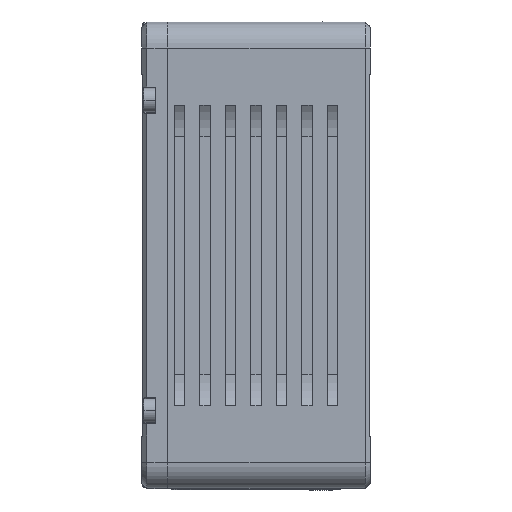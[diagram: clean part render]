
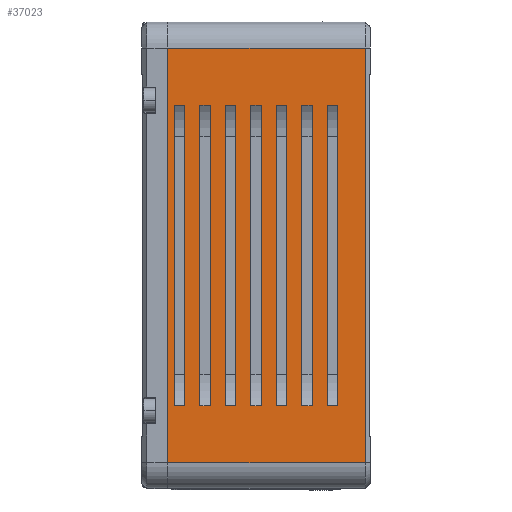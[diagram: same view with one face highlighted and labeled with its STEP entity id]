
A CAD part, front view. The second image highlights one B-rep face of the part: STEP entity #37023.
In plain terms, the highlighted planar face has unit normal (0, -1, 0).
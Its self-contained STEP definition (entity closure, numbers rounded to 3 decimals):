
#2506=DIRECTION('',(0.,0.,-1.));
#2507=VECTOR('',#2506,79.75);
#2508=CARTESIAN_POINT('',(21.,-20.,-5.));
#2509=LINE('',#2508,#2507);
#2803=DIRECTION('',(1.,0.,0.));
#2804=VECTOR('',#2803,37.95);
#2805=CARTESIAN_POINT('',(-16.95,-20.,-5.));
#2806=LINE('',#2805,#2804);
#2822=DIRECTION('',(0.,0.,1.));
#2823=VECTOR('',#2822,79.75);
#2824=CARTESIAN_POINT('',(-16.95,-20.,-84.75));
#2825=LINE('',#2824,#2823);
#2826=DIRECTION('',(0.,0.,-1.));
#2827=VECTOR('',#2826,57.75);
#2828=CARTESIAN_POINT('',(1.,-20.,-16.));
#2829=LINE('',#2828,#2827);
#2830=DIRECTION('',(0.,0.,1.));
#2831=VECTOR('',#2830,57.75);
#2832=CARTESIAN_POINT('',(-1.,-20.,-73.75));
#2833=LINE('',#2832,#2831);
#2834=DIRECTION('',(0.,0.,-1.));
#2835=VECTOR('',#2834,57.75);
#2836=CARTESIAN_POINT('',(-3.9,-20.,-16.));
#2837=LINE('',#2836,#2835);
#2838=DIRECTION('',(0.,0.,1.));
#2839=VECTOR('',#2838,57.75);
#2840=CARTESIAN_POINT('',(-5.9,-20.,-73.75));
#2841=LINE('',#2840,#2839);
#2842=DIRECTION('',(0.,0.,-1.));
#2843=VECTOR('',#2842,57.75);
#2844=CARTESIAN_POINT('',(-8.8,-20.,-16.));
#2845=LINE('',#2844,#2843);
#2846=DIRECTION('',(0.,0.,1.));
#2847=VECTOR('',#2846,57.75);
#2848=CARTESIAN_POINT('',(-10.8,-20.,-73.75));
#2849=LINE('',#2848,#2847);
#2850=DIRECTION('',(0.,0.,-1.));
#2851=VECTOR('',#2850,57.75);
#2852=CARTESIAN_POINT('',(-13.7,-20.,-16.));
#2853=LINE('',#2852,#2851);
#2854=DIRECTION('',(0.,0.,1.));
#2855=VECTOR('',#2854,57.75);
#2856=CARTESIAN_POINT('',(-15.7,-20.,-73.75));
#2857=LINE('',#2856,#2855);
#2858=DIRECTION('',(0.,0.,-1.));
#2859=VECTOR('',#2858,57.75);
#2860=CARTESIAN_POINT('',(5.9,-20.,-16.));
#2861=LINE('',#2860,#2859);
#2862=DIRECTION('',(0.,0.,1.));
#2863=VECTOR('',#2862,57.75);
#2864=CARTESIAN_POINT('',(3.9,-20.,-73.75));
#2865=LINE('',#2864,#2863);
#2866=DIRECTION('',(0.,0.,-1.));
#2867=VECTOR('',#2866,57.75);
#2868=CARTESIAN_POINT('',(10.8,-20.,-16.));
#2869=LINE('',#2868,#2867);
#2870=DIRECTION('',(0.,0.,1.));
#2871=VECTOR('',#2870,57.75);
#2872=CARTESIAN_POINT('',(8.8,-20.,-73.75));
#2873=LINE('',#2872,#2871);
#2874=DIRECTION('',(0.,0.,-1.));
#2875=VECTOR('',#2874,57.75);
#2876=CARTESIAN_POINT('',(15.7,-20.,-16.));
#2877=LINE('',#2876,#2875);
#2878=DIRECTION('',(0.,0.,1.));
#2879=VECTOR('',#2878,57.75);
#2880=CARTESIAN_POINT('',(13.7,-20.,-73.75));
#2881=LINE('',#2880,#2879);
#2882=DIRECTION('',(-1.,0.,0.));
#2883=VECTOR('',#2882,37.95);
#2884=CARTESIAN_POINT('',(21.,-20.,-84.75));
#2885=LINE('',#2884,#2883);
#14095=DIRECTION('',(1.,0.,0.));
#14096=VECTOR('',#14095,2.);
#14097=CARTESIAN_POINT('',(-1.,-20.,-73.75));
#14098=LINE('',#14097,#14096);
#14103=DIRECTION('',(-1.,0.,0.));
#14104=VECTOR('',#14103,2.);
#14105=CARTESIAN_POINT('',(1.,-20.,-16.));
#14106=LINE('',#14105,#14104);
#14139=DIRECTION('',(1.,0.,0.));
#14140=VECTOR('',#14139,2.);
#14141=CARTESIAN_POINT('',(-5.9,-20.,-73.75));
#14142=LINE('',#14141,#14140);
#14147=DIRECTION('',(-1.,0.,0.));
#14148=VECTOR('',#14147,2.);
#14149=CARTESIAN_POINT('',(-3.9,-20.,-16.));
#14150=LINE('',#14149,#14148);
#14183=DIRECTION('',(1.,0.,0.));
#14184=VECTOR('',#14183,2.);
#14185=CARTESIAN_POINT('',(-10.8,-20.,-73.75));
#14186=LINE('',#14185,#14184);
#14191=DIRECTION('',(-1.,0.,0.));
#14192=VECTOR('',#14191,2.);
#14193=CARTESIAN_POINT('',(-8.8,-20.,-16.));
#14194=LINE('',#14193,#14192);
#14227=DIRECTION('',(1.,0.,0.));
#14228=VECTOR('',#14227,2.);
#14229=CARTESIAN_POINT('',(-15.7,-20.,-73.75));
#14230=LINE('',#14229,#14228);
#14235=DIRECTION('',(-1.,0.,0.));
#14236=VECTOR('',#14235,2.);
#14237=CARTESIAN_POINT('',(-13.7,-20.,-16.));
#14238=LINE('',#14237,#14236);
#14271=DIRECTION('',(1.,0.,0.));
#14272=VECTOR('',#14271,2.);
#14273=CARTESIAN_POINT('',(3.9,-20.,-73.75));
#14274=LINE('',#14273,#14272);
#14279=DIRECTION('',(-1.,0.,0.));
#14280=VECTOR('',#14279,2.);
#14281=CARTESIAN_POINT('',(5.9,-20.,-16.));
#14282=LINE('',#14281,#14280);
#14315=DIRECTION('',(1.,0.,0.));
#14316=VECTOR('',#14315,2.);
#14317=CARTESIAN_POINT('',(8.8,-20.,-73.75));
#14318=LINE('',#14317,#14316);
#14323=DIRECTION('',(-1.,0.,0.));
#14324=VECTOR('',#14323,2.);
#14325=CARTESIAN_POINT('',(10.8,-20.,-16.));
#14326=LINE('',#14325,#14324);
#14359=DIRECTION('',(1.,0.,0.));
#14360=VECTOR('',#14359,2.);
#14361=CARTESIAN_POINT('',(13.7,-20.,-73.75));
#14362=LINE('',#14361,#14360);
#14367=DIRECTION('',(-1.,0.,0.));
#14368=VECTOR('',#14367,2.);
#14369=CARTESIAN_POINT('',(15.7,-20.,-16.));
#14370=LINE('',#14369,#14368);
#29368=CARTESIAN_POINT('',(8.8,-20.,-73.75));
#29369=CARTESIAN_POINT('',(10.8,-20.,-73.75));
#29370=VERTEX_POINT('',#29368);
#29371=VERTEX_POINT('',#29369);
#29476=CARTESIAN_POINT('',(-1.,-20.,-73.75));
#29477=CARTESIAN_POINT('',(-1.,-20.,-16.));
#29478=VERTEX_POINT('',#29476);
#29479=VERTEX_POINT('',#29477);
#30747=CARTESIAN_POINT('',(15.7,-20.,-16.));
#30748=CARTESIAN_POINT('',(15.7,-20.,-73.75));
#30749=VERTEX_POINT('',#30747);
#30750=VERTEX_POINT('',#30748);
#30872=CARTESIAN_POINT('',(21.,-20.,-5.));
#30873=VERTEX_POINT('',#30872);
#30961=CARTESIAN_POINT('',(8.8,-20.,-16.));
#30962=VERTEX_POINT('',#30961);
#31017=CARTESIAN_POINT('',(-16.95,-20.,-84.75));
#31019=VERTEX_POINT('',#31017);
#31022=CARTESIAN_POINT('',(13.7,-20.,-16.));
#31023=VERTEX_POINT('',#31022);
#31183=CARTESIAN_POINT('',(3.9,-20.,-73.75));
#31184=CARTESIAN_POINT('',(5.9,-20.,-73.75));
#31185=VERTEX_POINT('',#31183);
#31186=VERTEX_POINT('',#31184);
#31285=CARTESIAN_POINT('',(21.,-20.,-84.75));
#31287=VERTEX_POINT('',#31285);
#31418=CARTESIAN_POINT('',(-5.9,-20.,-73.75));
#31420=VERTEX_POINT('',#31418);
#31453=CARTESIAN_POINT('',(-3.9,-20.,-16.));
#31454=CARTESIAN_POINT('',(-3.9,-20.,-73.75));
#31455=VERTEX_POINT('',#31453);
#31456=VERTEX_POINT('',#31454);
#31487=CARTESIAN_POINT('',(3.9,-20.,-16.));
#31489=VERTEX_POINT('',#31487);
#31627=CARTESIAN_POINT('',(-16.95,-20.,-5.));
#31628=VERTEX_POINT('',#31627);
#31826=CARTESIAN_POINT('',(-8.8,-20.,-16.));
#31827=VERTEX_POINT('',#31826);
#32102=CARTESIAN_POINT('',(-10.8,-20.,-73.75));
#32103=VERTEX_POINT('',#32102);
#32601=CARTESIAN_POINT('',(10.8,-20.,-16.));
#32602=VERTEX_POINT('',#32601);
#32650=CARTESIAN_POINT('',(-5.9,-20.,-16.));
#32652=VERTEX_POINT('',#32650);
#33133=CARTESIAN_POINT('',(13.7,-20.,-73.75));
#33134=VERTEX_POINT('',#33133);
#33141=CARTESIAN_POINT('',(-8.8,-20.,-73.75));
#33143=VERTEX_POINT('',#33141);
#33169=CARTESIAN_POINT('',(-15.7,-20.,-73.75));
#33170=CARTESIAN_POINT('',(-13.7,-20.,-73.75));
#33171=VERTEX_POINT('',#33169);
#33172=VERTEX_POINT('',#33170);
#33749=CARTESIAN_POINT('',(1.,-20.,-16.));
#33750=CARTESIAN_POINT('',(1.,-20.,-73.75));
#33751=VERTEX_POINT('',#33749);
#33752=VERTEX_POINT('',#33750);
#34160=CARTESIAN_POINT('',(5.9,-20.,-16.));
#34161=VERTEX_POINT('',#34160);
#34497=CARTESIAN_POINT('',(-15.7,-20.,-16.));
#34498=VERTEX_POINT('',#34497);
#34845=CARTESIAN_POINT('',(-13.7,-20.,-16.));
#34846=VERTEX_POINT('',#34845);
#34873=CARTESIAN_POINT('',(-10.8,-20.,-16.));
#34874=VERTEX_POINT('',#34873);
#36941=CARTESIAN_POINT('',(-22.,-20.,-84.75));
#36942=DIRECTION('',(0.,1.,0.));
#36943=DIRECTION('',(0.,0.,1.));
#36944=AXIS2_PLACEMENT_3D('',#36941,#36942,#36943);
#36945=PLANE('',#36944);
#36946=ORIENTED_EDGE('',*,*,#36546,.T.);
#36948=ORIENTED_EDGE('',*,*,#36947,.T.);
#36949=ORIENTED_EDGE('',*,*,#36931,.T.);
#36950=ORIENTED_EDGE('',*,*,#36906,.T.);
#36951=EDGE_LOOP('',(#36946,#36948,#36949,#36950));
#36952=FACE_OUTER_BOUND('',#36951,.F.);
#36954=ORIENTED_EDGE('',*,*,#36953,.T.);
#36956=ORIENTED_EDGE('',*,*,#36955,.F.);
#36958=ORIENTED_EDGE('',*,*,#36957,.T.);
#36960=ORIENTED_EDGE('',*,*,#36959,.F.);
#36961=EDGE_LOOP('',(#36954,#36956,#36958,#36960));
#36962=FACE_BOUND('',#36961,.F.);
#36964=ORIENTED_EDGE('',*,*,#36963,.T.);
#36966=ORIENTED_EDGE('',*,*,#36965,.F.);
#36968=ORIENTED_EDGE('',*,*,#36967,.T.);
#36970=ORIENTED_EDGE('',*,*,#36969,.F.);
#36971=EDGE_LOOP('',(#36964,#36966,#36968,#36970));
#36972=FACE_BOUND('',#36971,.F.);
#36974=ORIENTED_EDGE('',*,*,#36973,.T.);
#36976=ORIENTED_EDGE('',*,*,#36975,.F.);
#36978=ORIENTED_EDGE('',*,*,#36977,.T.);
#36980=ORIENTED_EDGE('',*,*,#36979,.F.);
#36981=EDGE_LOOP('',(#36974,#36976,#36978,#36980));
#36982=FACE_BOUND('',#36981,.F.);
#36984=ORIENTED_EDGE('',*,*,#36983,.T.);
#36986=ORIENTED_EDGE('',*,*,#36985,.F.);
#36988=ORIENTED_EDGE('',*,*,#36987,.T.);
#36990=ORIENTED_EDGE('',*,*,#36989,.F.);
#36991=EDGE_LOOP('',(#36984,#36986,#36988,#36990));
#36992=FACE_BOUND('',#36991,.F.);
#36994=ORIENTED_EDGE('',*,*,#36993,.T.);
#36996=ORIENTED_EDGE('',*,*,#36995,.F.);
#36998=ORIENTED_EDGE('',*,*,#36997,.T.);
#37000=ORIENTED_EDGE('',*,*,#36999,.F.);
#37001=EDGE_LOOP('',(#36994,#36996,#36998,#37000));
#37002=FACE_BOUND('',#37001,.F.);
#37004=ORIENTED_EDGE('',*,*,#37003,.T.);
#37006=ORIENTED_EDGE('',*,*,#37005,.F.);
#37008=ORIENTED_EDGE('',*,*,#37007,.T.);
#37010=ORIENTED_EDGE('',*,*,#37009,.F.);
#37011=EDGE_LOOP('',(#37004,#37006,#37008,#37010));
#37012=FACE_BOUND('',#37011,.F.);
#37014=ORIENTED_EDGE('',*,*,#37013,.T.);
#37016=ORIENTED_EDGE('',*,*,#37015,.F.);
#37018=ORIENTED_EDGE('',*,*,#37017,.T.);
#37020=ORIENTED_EDGE('',*,*,#37019,.F.);
#37021=EDGE_LOOP('',(#37014,#37016,#37018,#37020));
#37022=FACE_BOUND('',#37021,.F.);
#37023=ADVANCED_FACE('',(#36952,#36962,#36972,#36982,#36992,#37002,#37012,
#37022),#36945,.F.);
#36546=EDGE_CURVE('',#30873,#31287,#2509,.T.);
#36906=EDGE_CURVE('',#31628,#30873,#2806,.T.);
#36931=EDGE_CURVE('',#31019,#31628,#2825,.T.);
#36947=EDGE_CURVE('',#31287,#31019,#2885,.T.);
#36953=EDGE_CURVE('',#29478,#33752,#14098,.T.);
#36955=EDGE_CURVE('',#33751,#33752,#2829,.T.);
#36957=EDGE_CURVE('',#33751,#29479,#14106,.T.);
#36959=EDGE_CURVE('',#29478,#29479,#2833,.T.);
#36963=EDGE_CURVE('',#31420,#31456,#14142,.T.);
#36965=EDGE_CURVE('',#31455,#31456,#2837,.T.);
#36967=EDGE_CURVE('',#31455,#32652,#14150,.T.);
#36969=EDGE_CURVE('',#31420,#32652,#2841,.T.);
#36973=EDGE_CURVE('',#32103,#33143,#14186,.T.);
#36975=EDGE_CURVE('',#31827,#33143,#2845,.T.);
#36977=EDGE_CURVE('',#31827,#34874,#14194,.T.);
#36979=EDGE_CURVE('',#32103,#34874,#2849,.T.);
#36983=EDGE_CURVE('',#33171,#33172,#14230,.T.);
#36985=EDGE_CURVE('',#34846,#33172,#2853,.T.);
#36987=EDGE_CURVE('',#34846,#34498,#14238,.T.);
#36989=EDGE_CURVE('',#33171,#34498,#2857,.T.);
#36993=EDGE_CURVE('',#31185,#31186,#14274,.T.);
#36995=EDGE_CURVE('',#34161,#31186,#2861,.T.);
#36997=EDGE_CURVE('',#34161,#31489,#14282,.T.);
#36999=EDGE_CURVE('',#31185,#31489,#2865,.T.);
#37003=EDGE_CURVE('',#29370,#29371,#14318,.T.);
#37005=EDGE_CURVE('',#32602,#29371,#2869,.T.);
#37007=EDGE_CURVE('',#32602,#30962,#14326,.T.);
#37009=EDGE_CURVE('',#29370,#30962,#2873,.T.);
#37013=EDGE_CURVE('',#33134,#30750,#14362,.T.);
#37015=EDGE_CURVE('',#30749,#30750,#2877,.T.);
#37017=EDGE_CURVE('',#30749,#31023,#14370,.T.);
#37019=EDGE_CURVE('',#33134,#31023,#2881,.T.);
